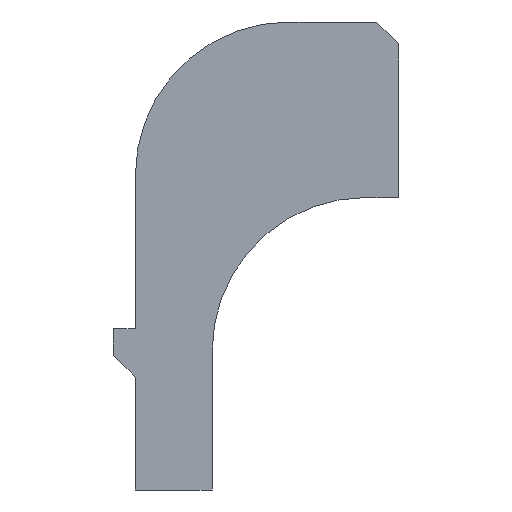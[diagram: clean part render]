
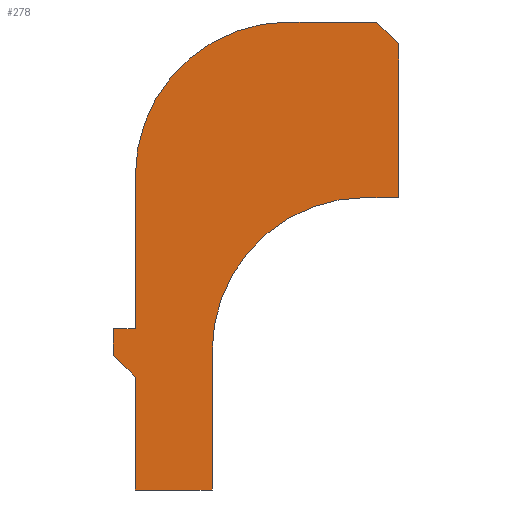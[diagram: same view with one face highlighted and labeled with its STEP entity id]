
A CAD part, front view. The second image highlights one B-rep face of the part: STEP entity #278.
In plain terms, the highlighted planar face has unit normal (0, -1, 0).
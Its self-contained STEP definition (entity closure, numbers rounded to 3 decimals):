
#15=PLANE('',#309);
#29=FACE_OUTER_BOUND('',#44,.T.);
#44=EDGE_LOOP('',(#201,#202,#203,#204,#205,#206,#207,#208,#209,#210,#211,
#212,#213));
#60=LINE('',#412,#95);
#61=LINE('',#414,#96);
#62=LINE('',#416,#97);
#63=LINE('',#418,#98);
#64=LINE('',#420,#99);
#65=LINE('',#422,#100);
#66=LINE('',#424,#101);
#67=LINE('',#428,#102);
#68=LINE('',#430,#103);
#69=LINE('',#432,#104);
#70=LINE('',#433,#105);
#95=VECTOR('',#337,10.);
#96=VECTOR('',#338,10.);
#97=VECTOR('',#339,10.);
#98=VECTOR('',#340,10.);
#99=VECTOR('',#341,10.);
#100=VECTOR('',#342,10.);
#101=VECTOR('',#343,10.);
#102=VECTOR('',#346,10.);
#103=VECTOR('',#347,10.);
#104=VECTOR('',#348,10.);
#105=VECTOR('',#349,10.);
#129=CIRCLE('',#308,7.);
#130=CIRCLE('',#310,7.);
#134=VERTEX_POINT('',#405);
#135=VERTEX_POINT('',#407);
#136=VERTEX_POINT('',#411);
#137=VERTEX_POINT('',#413);
#138=VERTEX_POINT('',#415);
#139=VERTEX_POINT('',#417);
#140=VERTEX_POINT('',#419);
#141=VERTEX_POINT('',#421);
#142=VERTEX_POINT('',#423);
#143=VERTEX_POINT('',#425);
#144=VERTEX_POINT('',#427);
#145=VERTEX_POINT('',#429);
#146=VERTEX_POINT('',#431);
#160=EDGE_CURVE('',#134,#135,#129,.T.);
#162=EDGE_CURVE('',#134,#136,#60,.F.);
#163=EDGE_CURVE('',#136,#137,#61,.T.);
#164=EDGE_CURVE('',#138,#137,#62,.T.);
#165=EDGE_CURVE('',#139,#138,#63,.T.);
#166=EDGE_CURVE('',#139,#140,#64,.F.);
#167=EDGE_CURVE('',#141,#140,#65,.F.);
#168=EDGE_CURVE('',#141,#142,#66,.F.);
#169=EDGE_CURVE('',#143,#142,#130,.T.);
#170=EDGE_CURVE('',#143,#144,#67,.T.);
#171=EDGE_CURVE('',#144,#145,#68,.T.);
#172=EDGE_CURVE('',#146,#145,#69,.T.);
#173=EDGE_CURVE('',#146,#135,#70,.T.);
#201=ORIENTED_EDGE('',*,*,#160,.F.);
#202=ORIENTED_EDGE('',*,*,#162,.T.);
#203=ORIENTED_EDGE('',*,*,#163,.T.);
#204=ORIENTED_EDGE('',*,*,#164,.F.);
#205=ORIENTED_EDGE('',*,*,#165,.F.);
#206=ORIENTED_EDGE('',*,*,#166,.T.);
#207=ORIENTED_EDGE('',*,*,#167,.F.);
#208=ORIENTED_EDGE('',*,*,#168,.T.);
#209=ORIENTED_EDGE('',*,*,#169,.F.);
#210=ORIENTED_EDGE('',*,*,#170,.T.);
#211=ORIENTED_EDGE('',*,*,#171,.T.);
#212=ORIENTED_EDGE('',*,*,#172,.F.);
#213=ORIENTED_EDGE('',*,*,#173,.T.);
#278=ADVANCED_FACE('',(#29),#15,.T.);
#308=AXIS2_PLACEMENT_3D('',#408,#332,#333);
#309=AXIS2_PLACEMENT_3D('',#410,#335,#336);
#310=AXIS2_PLACEMENT_3D('',#426,#344,#345);
#332=DIRECTION('center_axis',(0.,1.,0.));
#333=DIRECTION('ref_axis',(-0.707,0.,0.707));
#335=DIRECTION('center_axis',(0.,-1.,0.));
#336=DIRECTION('ref_axis',(1.,0.,0.));
#337=DIRECTION('',(0.,0.,1.));
#338=DIRECTION('',(-1.,0.,0.));
#339=DIRECTION('',(0.,0.,1.));
#340=DIRECTION('',(-0.707,0.,0.707));
#341=DIRECTION('',(0.,0.,1.));
#342=DIRECTION('',(1.,0.,0.));
#343=DIRECTION('',(0.,0.,-1.));
#344=DIRECTION('center_axis',(0.,-1.,0.));
#345=DIRECTION('ref_axis',(-0.707,0.,0.707));
#346=DIRECTION('',(1.,0.,0.));
#347=DIRECTION('',(0.,0.,1.));
#348=DIRECTION('',(0.707,0.,-0.707));
#349=DIRECTION('',(-1.,0.,0.));
#405=CARTESIAN_POINT('',(249.886,-75.5,16.81));
#407=CARTESIAN_POINT('',(256.886,-75.5,23.81));
#408=CARTESIAN_POINT('Origin',(256.886,-75.5,16.81));
#410=CARTESIAN_POINT('Origin',(253.886,-75.5,15.81));
#411=CARTESIAN_POINT('',(249.886,-75.5,9.83));
#412=CARTESIAN_POINT('',(249.886,-75.5,15.81));
#413=CARTESIAN_POINT('',(248.886,-75.5,9.83));
#414=CARTESIAN_POINT('',(252.386,-75.5,9.83));
#415=CARTESIAN_POINT('',(248.886,-75.5,8.623));
#416=CARTESIAN_POINT('',(248.886,-75.5,12.57));
#417=CARTESIAN_POINT('',(249.886,-75.5,7.623));
#418=CARTESIAN_POINT('',(248.288,-75.5,9.222));
#419=CARTESIAN_POINT('',(249.886,-75.5,2.481));
#420=CARTESIAN_POINT('',(249.886,-75.5,15.81));
#421=CARTESIAN_POINT('',(253.386,-75.5,2.481));
#422=CARTESIAN_POINT('',(255.386,-75.5,2.481));
#423=CARTESIAN_POINT('',(253.386,-75.5,8.81));
#424=CARTESIAN_POINT('',(253.386,-75.5,12.82));
#425=CARTESIAN_POINT('',(260.386,-75.5,15.81));
#426=CARTESIAN_POINT('Origin',(260.386,-75.5,8.81));
#427=CARTESIAN_POINT('',(261.886,-75.5,15.81));
#428=CARTESIAN_POINT('',(105.,-75.5,15.81));
#429=CARTESIAN_POINT('',(261.886,-75.5,22.81));
#430=CARTESIAN_POINT('',(261.886,-75.5,15.81));
#431=CARTESIAN_POINT('',(260.886,-75.5,23.81));
#432=CARTESIAN_POINT('',(261.386,-75.5,23.31));
#433=CARTESIAN_POINT('',(255.886,-75.5,23.81));
